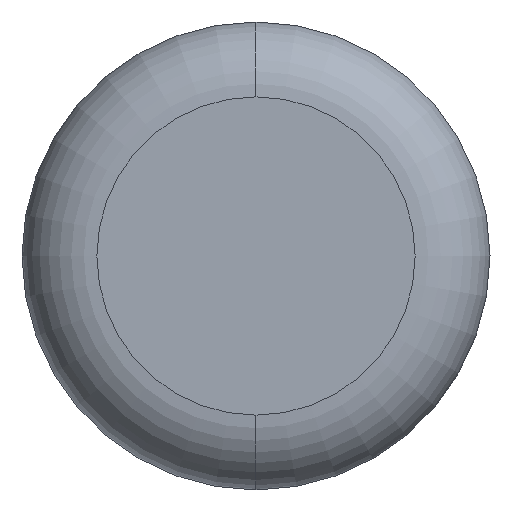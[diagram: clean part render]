
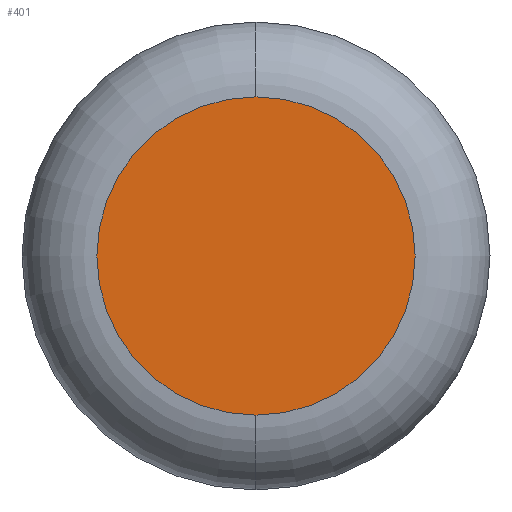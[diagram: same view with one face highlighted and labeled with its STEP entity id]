
A CAD part, front view. The second image highlights one B-rep face of the part: STEP entity #401.
In plain terms, the highlighted planar face has unit normal (0, -1, 0).
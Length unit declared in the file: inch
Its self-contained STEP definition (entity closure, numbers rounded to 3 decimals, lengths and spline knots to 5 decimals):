
#15 = FACE_OUTER_BOUND ( 'NONE', #433, .T. ) ;
#45 = EDGE_CURVE ( 'NONE', #356, #58, #225, .T. ) ;
#58 = VERTEX_POINT ( 'NONE', #488 ) ;
#88 = CARTESIAN_POINT ( 'NONE',  ( 0., 0., 0.1275 ) ) ;
#104 = EDGE_CURVE ( 'NONE', #58, #356, #418, .T. ) ;
#194 = CARTESIAN_POINT ( 'NONE',  ( 0., 0., 0. ) ) ;
#214 = PLANE ( 'NONE',  #251 ) ;
#225 = CIRCLE ( 'NONE', #353, 0.1275 ) ;
#249 = ORIENTED_EDGE ( 'NONE', *, *, #45, .T. ) ;
#251 = AXIS2_PLACEMENT_3D ( 'NONE', #415, #330, #322 ) ;
#309 = ORIENTED_EDGE ( 'NONE', *, *, #104, .T. ) ;
#322 = DIRECTION ( 'NONE',  ( 0., 0., -1. ) ) ;
#330 = DIRECTION ( 'NONE',  ( 0., -1., 0. ) ) ;
#334 = CARTESIAN_POINT ( 'NONE',  ( 0., 0., 0. ) ) ;
#353 = AXIS2_PLACEMENT_3D ( 'NONE', #194, #364, #535 ) ;
#356 = VERTEX_POINT ( 'NONE', #88 ) ;
#364 = DIRECTION ( 'NONE',  ( 0., -1., 0. ) ) ;
#401 = ADVANCED_FACE ( 'NONE', ( #15 ), #214, .T. ) ;
#414 = DIRECTION ( 'NONE',  ( 0., 0., -1. ) ) ;
#415 = CARTESIAN_POINT ( 'NONE',  ( 0., 0., 0. ) ) ;
#418 = CIRCLE ( 'NONE', #453, 0.1275 ) ;
#433 = EDGE_LOOP ( 'NONE', ( #309, #249 ) ) ;
#453 = AXIS2_PLACEMENT_3D ( 'NONE', #334, #461, #414 ) ;
#461 = DIRECTION ( 'NONE',  ( 0., -1., 0. ) ) ;
#488 = CARTESIAN_POINT ( 'NONE',  ( 0., 0., -0.1275 ) ) ;
#535 = DIRECTION ( 'NONE',  ( 0., 0., -1. ) ) ;
